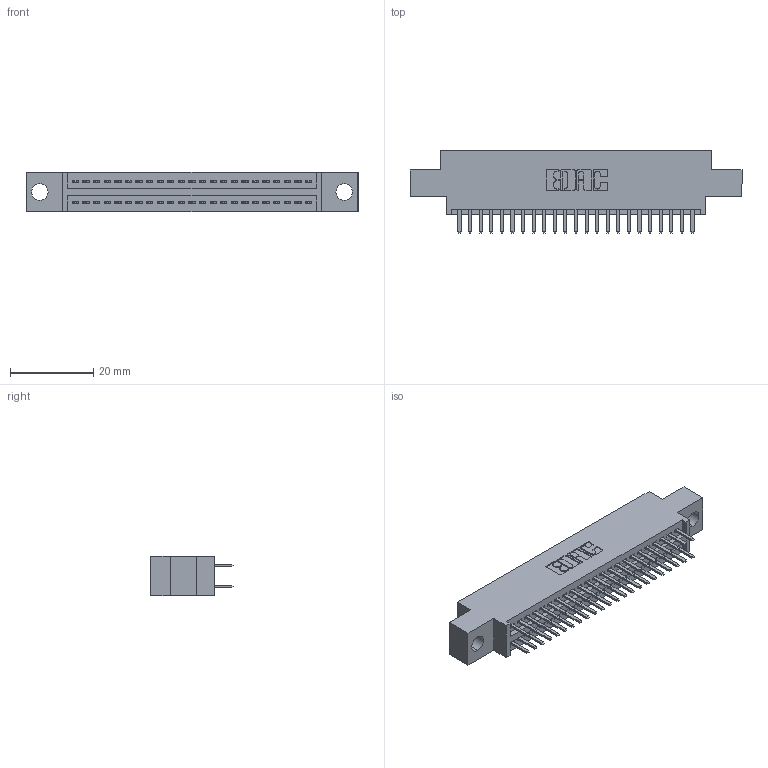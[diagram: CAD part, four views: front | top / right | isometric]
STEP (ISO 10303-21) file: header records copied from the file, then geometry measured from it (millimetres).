
FILE_DESCRIPTION (( 'STEP AP203' ), '1' );
FILE_NAME ('395-046-520-804.STEP', '2021-06-16T22:54:58', ( '' ), ( '' ), 'SwSTEP 2.0', 'SolidWorks 2020', '' );
FILE_SCHEMA (( 'CONFIG_CONTROL_DESIGN' ));
Length unit declared in the file: inch
Products named in the file (3): 345-292-001_345-293-120; 395-046-520-804; 345 Part_0.170 Offset - 0.156 Dia-TI
Assembly tree (47 placements, depth 2):
  395-046-520-804
    345 Part_0.170 Offset - 0.156 Dia-TI
    345-292-001_345-293-120  x46
Bounding box: 79.63 x 19.68 x 9.4 mm (x, y, z)
Volume: 7319.3 mm3; surface area: 10403.3 mm2
Topology: 47 solids, 47 shells, 2628 faces, 7611 edges, 4950 vertices
Faces by surface type: plane 1708, cylinder 920
Entity records: 21269 total; most frequent: CARTESIAN_POINT 3602, ORIENTED_EDGE 3522, DIRECTION 3185, EDGE_CURVE 1761, VECTOR 1533, LINE 1533, VERTEX_POINT 1170, AXIS2_PLACEMENT_3D 826
